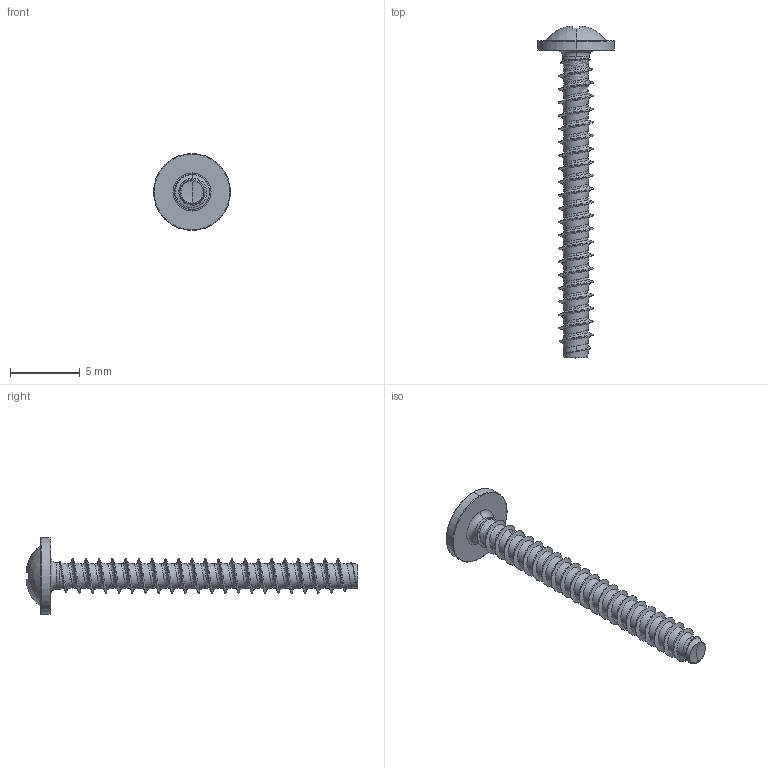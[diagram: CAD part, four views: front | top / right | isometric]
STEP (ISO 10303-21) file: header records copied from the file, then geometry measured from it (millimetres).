
FILE_DESCRIPTION (( 'STEP AP203' ), '1' );
FILE_NAME ('STP210250220.STEP', '2017-08-14T17:07:44', ( '' ), ( '' ), 'SwSTEP 2.0', 'SolidWorks 2015', '' );
FILE_SCHEMA (( 'CONFIG_CONTROL_DESIGN' ));
Products named in the file (1): STP210250220
Bounding box: 5.5 x 23.76 x 5.5 mm (x, y, z)
Volume: 85.4 mm3; surface area: 268.3 mm2
Topology: 1 solids, 1 shells, 212 faces, 521 edges, 312 vertices
Faces by surface type: cylinder 70, bspline 55, plane 31, torus 30, sphere 20, cone 6
Entity records: 35380 total; most frequent: CARTESIAN_POINT 30918, ORIENTED_EDGE 1038, DIRECTION 798, EDGE_CURVE 519, AXIS2_PLACEMENT_3D 343, VERTEX_POINT 312, EDGE_LOOP 215, ADVANCED_FACE 212
